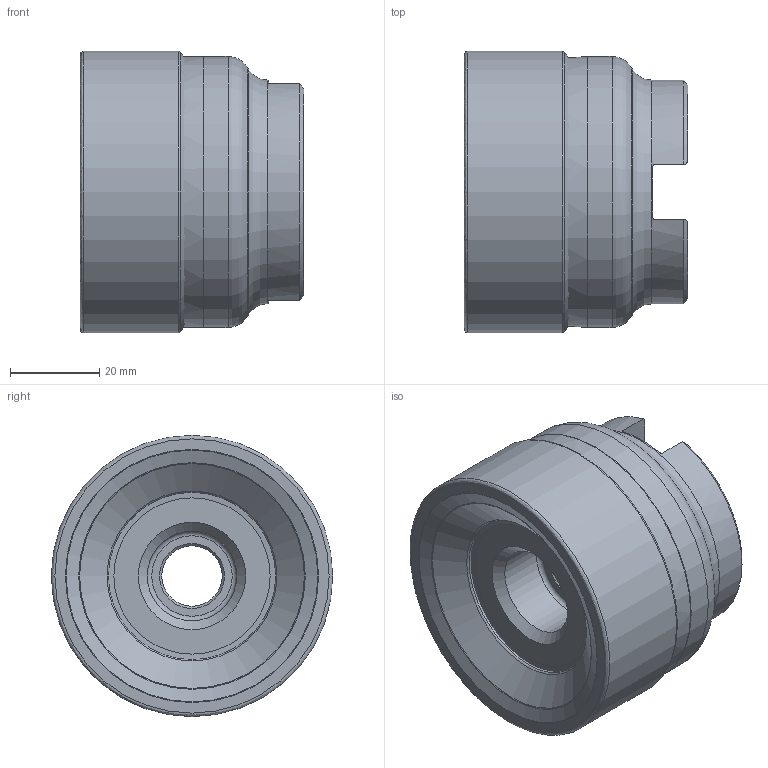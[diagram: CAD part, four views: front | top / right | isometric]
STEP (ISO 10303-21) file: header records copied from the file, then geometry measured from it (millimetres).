
FILE_DESCRIPTION(/* description */ (''),/* implementation_level */ '2;1');
FILE_NAME(/* name */ 'empx-063-a27-ap22-04c_stp.stp',/* time_stamp */ '2024-11-12T14:38:28+08:00',/* author */ (''),/* organization */ (''),/* preprocessor_version */ 'ST-DEVELOPER v19.4',/* originating_system */ 'SIEMENS PLM Software NX2306.8900',/* authorisation */ '');
FILE_SCHEMA (('AUTOMOTIVE_DESIGN { 1 0 10303 214 3 1 1 1 }'));
Length unit declared in the file: millimetre
Products named in the file (1): empx-063-a27-ap22-04c_stp_objects
Bounding box: 50 x 62.9 x 62.9 mm (x, y, z)
Volume: 143885.5 mm3; surface area: 27995 mm2
Topology: 2 solids, 2 shells, 71 faces, 165 edges, 99 vertices
Faces by surface type: plane 19, revolution 16, cone 14, torus 12, cylinder 10
Full cylindrical faces by diameter (mm): 13.5 x1, 20 x1, 27 x1, 29 x1, 50 x1, 60.6 x1
Entity records: 2038 total; most frequent: CARTESIAN_POINT 618, DIRECTION 276, ORIENTED_EDGE 228, EDGE_LOOP 118, AXIS2_PLACEMENT_3D 118, EDGE_CURVE 114, FACE_BOUND 94, VERTEX_POINT 90
